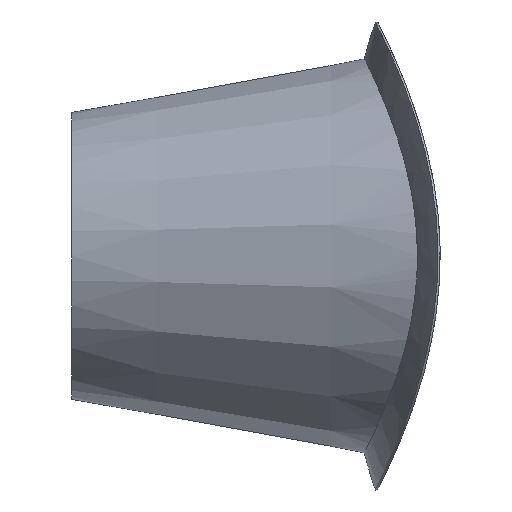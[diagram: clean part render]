
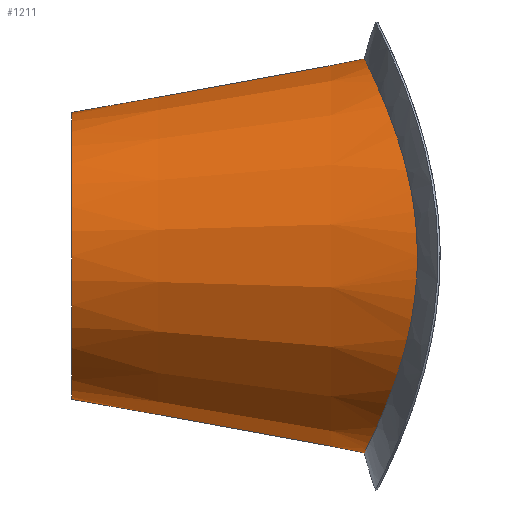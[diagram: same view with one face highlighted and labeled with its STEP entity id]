
A CAD part, left-side view. The second image highlights one B-rep face of the part: STEP entity #1211.
In plain terms, the highlighted conical face has half-angle 10.394 degrees and reference radius 33.036 mm.
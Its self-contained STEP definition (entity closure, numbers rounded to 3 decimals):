
#719=CARTESIAN_POINT('',(38.921,71.207,0.0));
#720=VERTEX_POINT('',#719);
#721=CARTESIAN_POINT('',(-38.921,71.207,0.));
#722=VERTEX_POINT('',#721);
#723=CARTESIAN_POINT('',(38.921,71.207,0.));
#724=CARTESIAN_POINT('',(38.921,71.207,-4.111));
#725=CARTESIAN_POINT('',(38.2,71.618,-8.129));
#726=CARTESIAN_POINT('',(35.346,73.086,-16.061));
#727=CARTESIAN_POINT('',(33.133,74.166,-19.839));
#728=CARTESIAN_POINT('',(27.109,76.608,-27.004));
#729=CARTESIAN_POINT('',(23.083,77.98,-30.217));
#730=CARTESIAN_POINT('',(14.179,80.069,-34.841));
#731=CARTESIAN_POINT('',(9.404,80.798,-36.299));
#732=CARTESIAN_POINT('',(-0.276,81.326,-37.364));
#733=CARTESIAN_POINT('',(-5.011,81.166,-37.054));
#734=CARTESIAN_POINT('',(-14.263,80.068,-34.795));
#735=CARTESIAN_POINT('',(-18.648,79.125,-32.837));
#736=CARTESIAN_POINT('',(-26.703,76.793,-27.356));
#737=CARTESIAN_POINT('',(-30.272,75.387,-23.757));
#738=CARTESIAN_POINT('',(-35.479,73.053,-15.81));
#739=CARTESIAN_POINT('',(-37.265,72.105,-11.596));
#740=CARTESIAN_POINT('',(-38.679,71.343,-4.748));
#741=CARTESIAN_POINT('',(-38.921,71.207,-2.377));
#742=CARTESIAN_POINT('',(-38.921,71.207,0.));
#743=B_SPLINE_CURVE_WITH_KNOTS('',3,(#723,#724,#725,#726,#727,#728,#729,#730,#731,#732,#733,#734,#735,#736,#737,#738,#739,#740,#741,#742),.UNSPECIFIED.,.F.,.U.,(4,2,2,2,2,2,2,2,2,4),(0.0,1.233,2.569,4.136,5.635,7.051,8.501,10.05,11.439,12.161),.UNSPECIFIED.);
#744=EDGE_CURVE('',#720,#722,#743,.T.);
#754=CARTESIAN_POINT('',(38.921,71.207,0.007));
#755=VERTEX_POINT('',#754);
#763=CARTESIAN_POINT('',(-38.921,71.207,0.));
#764=CARTESIAN_POINT('',(-38.921,71.207,1.687));
#765=CARTESIAN_POINT('',(-38.799,71.275,3.377));
#766=CARTESIAN_POINT('',(-37.955,71.736,9.156));
#767=CARTESIAN_POINT('',(-36.649,72.447,13.052));
#768=CARTESIAN_POINT('',(-32.601,74.381,20.692));
#769=CARTESIAN_POINT('',(-29.708,75.64,24.3));
#770=CARTESIAN_POINT('',(-22.438,78.134,30.657));
#771=CARTESIAN_POINT('',(-17.94,79.342,33.258));
#772=CARTESIAN_POINT('',(-8.467,80.88,36.486));
#773=CARTESIAN_POINT('',(-3.656,81.254,37.217));
#774=CARTESIAN_POINT('',(6.089,81.109,36.926));
#775=CARTESIAN_POINT('',(10.858,80.589,35.903));
#776=CARTESIAN_POINT('',(19.779,78.877,32.24));
#777=CARTESIAN_POINT('',(23.844,77.696,29.622));
#778=CARTESIAN_POINT('',(30.858,75.183,23.025));
#779=CARTESIAN_POINT('',(33.769,73.85,19.009));
#780=CARTESIAN_POINT('',(36.813,72.341,12.233));
#781=CARTESIAN_POINT('',(37.603,71.922,9.849));
#782=CARTESIAN_POINT('',(38.655,71.357,4.962));
#783=CARTESIAN_POINT('',(38.92,71.208,2.496));
#784=CARTESIAN_POINT('',(38.921,71.207,0.007));
#785=B_SPLINE_CURVE_WITH_KNOTS('',3,(#763,#764,#765,#766,#767,#768,#769,#770,#771,#772,#773,#774,#775,#776,#777,#778,#779,#780,#781,#782,#783,#784),.UNSPECIFIED.,.F.,.U.,(4,2,2,2,2,2,2,2,2,2,4),(12.161,12.673,13.918,15.334,16.907,18.361,19.821,21.29,22.803,23.566,24.313),.UNSPECIFIED.);
#786=EDGE_CURVE('',#722,#755,#785,.T.);
#1179=CARTESIAN_POINT('',(0.0,103.29,0.0));
#1180=DIRECTION('',(0.0,-1.0,0.0));
#1181=DIRECTION('',(1.0,0.0,0.0));
#1182=AXIS2_PLACEMENT_3D('',#1179,#1180,#1181);
#1183=CONICAL_SURFACE('',#1182,33.036,10.394);
#1184=ORIENTED_EDGE('',*,*,#744,.T.);
#1185=ORIENTED_EDGE('',*,*,#786,.T.);
#1186=CARTESIAN_POINT('',(26.992,136.24,0.005));
#1187=VERTEX_POINT('',#1186);
#1188=CARTESIAN_POINT('',(38.921,71.207,0.007));
#1189=DIRECTION('',(-0.18,0.984,0.));
#1190=VECTOR('',#1189,66.118);
#1191=LINE('',#1188,#1190);
#1192=EDGE_CURVE('',#755,#1187,#1191,.T.);
#1193=ORIENTED_EDGE('',*,*,#1192,.T.);
#1194=CARTESIAN_POINT('',(26.992,136.24,0.0));
#1195=VERTEX_POINT('',#1194);
#1196=CARTESIAN_POINT('',(0.0,136.24,0.0));
#1197=DIRECTION('',(0.0,1.0,0.0));
#1198=DIRECTION('',(1.0,0.0,0.0));
#1199=AXIS2_PLACEMENT_3D('',#1196,#1197,#1198);
#1200=CIRCLE('',#1199,26.992);
#1201=EDGE_CURVE('',#1195,#1187,#1200,.T.);
#1202=ORIENTED_EDGE('',*,*,#1201,.F.);
#1203=CARTESIAN_POINT('',(38.921,71.207,0.0));
#1204=DIRECTION('',(-0.18,0.984,0.0));
#1205=VECTOR('',#1204,66.118);
#1206=LINE('',#1203,#1205);
#1207=EDGE_CURVE('',#720,#1195,#1206,.T.);
#1208=ORIENTED_EDGE('',*,*,#1207,.F.);
#1209=EDGE_LOOP('',(#1184,#1185,#1193,#1202,#1208));
#1210=FACE_OUTER_BOUND('',#1209,.T.);
#1211=ADVANCED_FACE('',(#1210),#1183,.T.);
